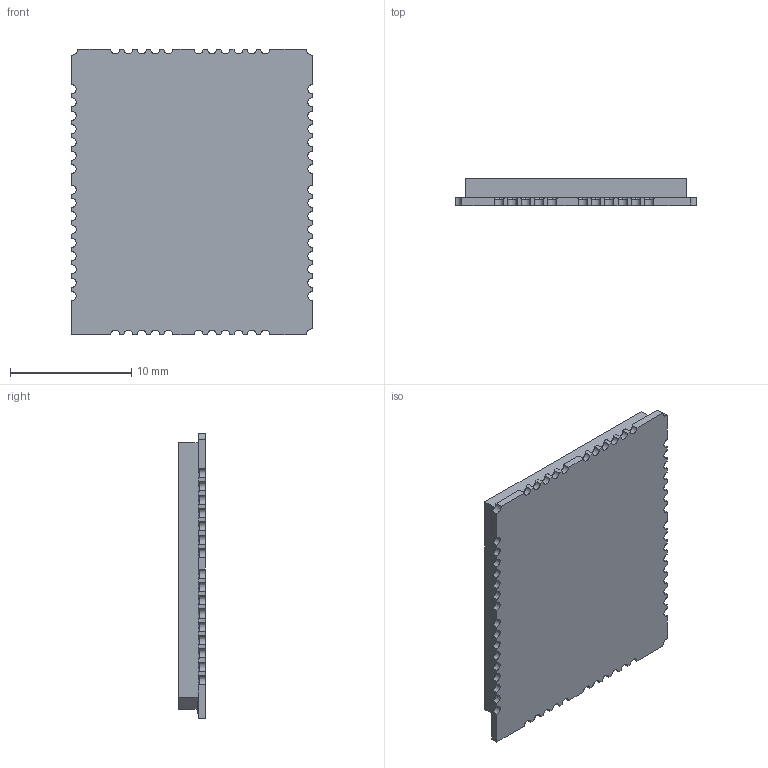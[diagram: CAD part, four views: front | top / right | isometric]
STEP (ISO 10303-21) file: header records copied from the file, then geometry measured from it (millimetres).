
FILE_DESCRIPTION (( 'STEP AP214' ), '1' );
FILE_NAME ('quectel BC95.STEP', '2018-01-24T06:01:14', ( '' ), ( '' ), 'SwSTEP 2.0', 'SolidWorks 2013', '' );
FILE_SCHEMA (( 'AUTOMOTIVE_DESIGN' ));
Length unit declared in the file: millimetre
Products named in the file (1): quectel BC95
Bounding box: 19.9 x 2.2 x 23.6 mm (x, y, z)
Volume: 917.5 mm3; surface area: 1105.1 mm2
Topology: 1 solids, 1 shells, 203 faces, 597 edges, 398 vertices
Faces by surface type: plane 70, cylinder 68, torus 65
Entity records: 8989 total; most frequent: DIRECTION 1336, CARTESIAN_POINT 1199, ORIENTED_EDGE 1194, EDGE_CURVE 597, AXIS2_PLACEMENT_3D 535, VERTEX_POINT 398, CIRCLE 331, VECTOR 266
